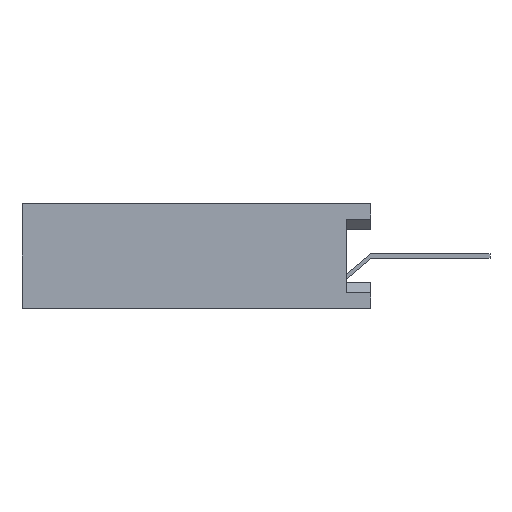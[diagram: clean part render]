
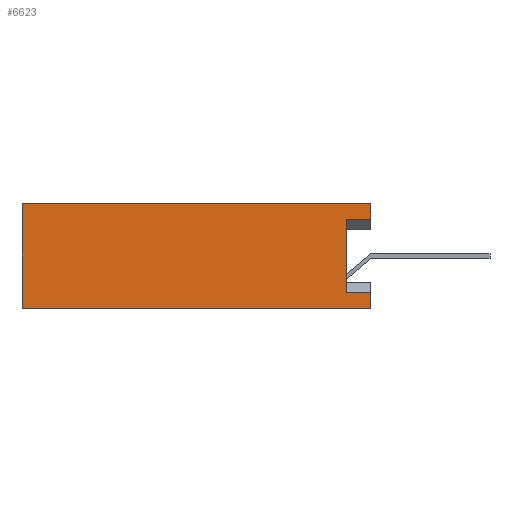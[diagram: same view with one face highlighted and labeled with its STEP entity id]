
A CAD part, left-side view. The second image highlights one B-rep face of the part: STEP entity #6623.
In plain terms, the highlighted planar face has unit normal (-1, 0, 0).
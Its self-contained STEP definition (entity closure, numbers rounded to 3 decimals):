
#17=DIRECTION('',(0.,-1.,0.));
#18=VECTOR('',#17,8.5);
#19=CARTESIAN_POINT('',(-10.16,4.25,-1.27));
#20=LINE('',#19,#18);
#293=DIRECTION('',(0.,0.,1.));
#294=VECTOR('',#293,0.37);
#295=CARTESIAN_POINT('',(-10.16,-4.25,-1.27));
#296=LINE('',#295,#294);
#309=DIRECTION('',(0.,0.,1.));
#310=VECTOR('',#309,0.37);
#311=CARTESIAN_POINT('',(-10.16,-4.25,0.9));
#312=LINE('',#311,#310);
#517=DIRECTION('',(0.,0.,1.));
#518=VECTOR('',#517,2.54);
#519=CARTESIAN_POINT('',(-10.16,4.25,-1.27));
#520=LINE('',#519,#518);
#521=DIRECTION('',(0.,1.,0.));
#522=VECTOR('',#521,0.6);
#523=CARTESIAN_POINT('',(-10.16,-4.25,0.9));
#524=LINE('',#523,#522);
#525=DIRECTION('',(0.,0.,1.));
#526=VECTOR('',#525,1.8);
#527=CARTESIAN_POINT('',(-10.16,-3.65,-0.9));
#528=LINE('',#527,#526);
#529=DIRECTION('',(0.,1.,0.));
#530=VECTOR('',#529,0.6);
#531=CARTESIAN_POINT('',(-10.16,-4.25,-0.9));
#532=LINE('',#531,#530);
#1125=DIRECTION('',(0.,-1.,0.));
#1126=VECTOR('',#1125,8.5);
#1127=CARTESIAN_POINT('',(-10.16,4.25,1.27));
#1128=LINE('',#1127,#1126);
#4497=CARTESIAN_POINT('',(-10.16,4.25,-1.27));
#4498=CARTESIAN_POINT('',(-10.16,-4.25,-1.27));
#4499=VERTEX_POINT('',#4497);
#4500=VERTEX_POINT('',#4498);
#4505=CARTESIAN_POINT('',(-10.16,4.25,1.27));
#4506=CARTESIAN_POINT('',(-10.16,-4.25,1.27));
#4507=VERTEX_POINT('',#4505);
#4508=VERTEX_POINT('',#4506);
#4633=CARTESIAN_POINT('',(-10.16,-4.25,-0.9));
#4634=VERTEX_POINT('',#4633);
#4635=CARTESIAN_POINT('',(-10.16,-4.25,0.9));
#4636=VERTEX_POINT('',#4635);
#4649=CARTESIAN_POINT('',(-10.16,-3.65,-0.9));
#4650=CARTESIAN_POINT('',(-10.16,-3.65,0.9));
#4651=VERTEX_POINT('',#4649);
#4652=VERTEX_POINT('',#4650);
#6603=CARTESIAN_POINT('',(-10.16,4.25,-1.27));
#6604=DIRECTION('',(-1.,0.,0.));
#6605=DIRECTION('',(0.,-1.,0.));
#6606=AXIS2_PLACEMENT_3D('',#6603,#6604,#6605);
#6607=PLANE('',#6606);
#6608=ORIENTED_EDGE('',*,*,#6332,.F.);
#6609=ORIENTED_EDGE('',*,*,#5966,.F.);
#6611=ORIENTED_EDGE('',*,*,#6610,.T.);
#6613=ORIENTED_EDGE('',*,*,#6612,.T.);
#6614=ORIENTED_EDGE('',*,*,#6348,.F.);
#6616=ORIENTED_EDGE('',*,*,#6615,.T.);
#6618=ORIENTED_EDGE('',*,*,#6617,.F.);
#6620=ORIENTED_EDGE('',*,*,#6619,.F.);
#6621=EDGE_LOOP('',(#6608,#6609,#6611,#6613,#6614,#6616,#6618,#6620));
#6622=FACE_OUTER_BOUND('',#6621,.F.);
#6623=ADVANCED_FACE('',(#6622),#6607,.T.);
#5966=EDGE_CURVE('',#4499,#4500,#20,.T.);
#6332=EDGE_CURVE('',#4500,#4634,#296,.T.);
#6348=EDGE_CURVE('',#4636,#4508,#312,.T.);
#6610=EDGE_CURVE('',#4499,#4507,#520,.T.);
#6612=EDGE_CURVE('',#4507,#4508,#1128,.T.);
#6615=EDGE_CURVE('',#4636,#4652,#524,.T.);
#6617=EDGE_CURVE('',#4651,#4652,#528,.T.);
#6619=EDGE_CURVE('',#4634,#4651,#532,.T.);
